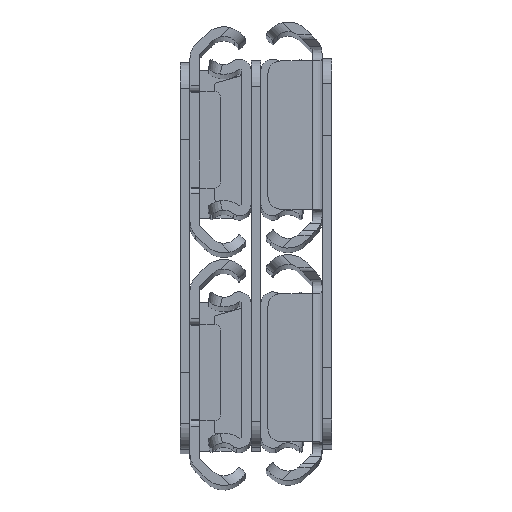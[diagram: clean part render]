
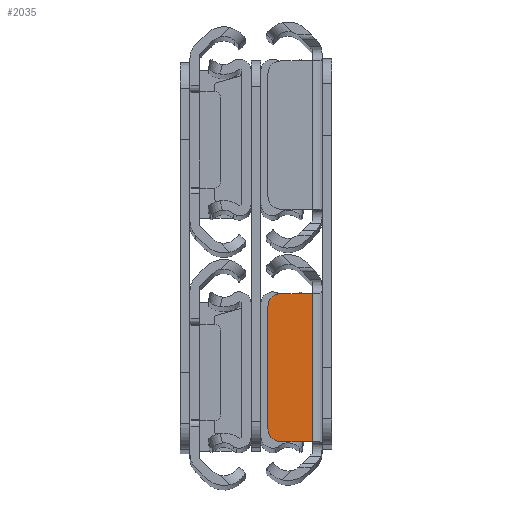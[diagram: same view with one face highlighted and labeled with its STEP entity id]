
A CAD part, top view. The second image highlights one B-rep face of the part: STEP entity #2035.
In plain terms, the highlighted face is planar.
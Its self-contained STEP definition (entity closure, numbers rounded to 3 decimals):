
#189 = FACE_OUTER_BOUND ( 'NONE', #448, .T. ) ;
#289 = CIRCLE ( 'NONE', #5182, 2. ) ;
#355 = VERTEX_POINT ( 'NONE', #4882 ) ;
#448 = EDGE_LOOP ( 'NONE', ( #2345, #5392, #6254, #2034, #3247, #7788 ) ) ;
#637 = CARTESIAN_POINT ( 'NONE',  ( 6.9, 9.5, -406.4 ) ) ;
#700 = VERTEX_POINT ( 'NONE', #7376 ) ;
#705 = EDGE_CURVE ( 'NONE', #715, #5421, #6156, .T. ) ;
#715 = VERTEX_POINT ( 'NONE', #1113 ) ;
#804 = VECTOR ( 'NONE', #4399, 1000. ) ;
#1024 = DIRECTION ( 'NONE',  ( 1., 0., 0. ) ) ;
#1113 = CARTESIAN_POINT ( 'NONE',  ( 0., 11.5, -406.4 ) ) ;
#1154 = DIRECTION ( 'NONE',  ( 1., 0., 0. ) ) ;
#1385 = VECTOR ( 'NONE', #2973, 1000. ) ;
#1794 = CARTESIAN_POINT ( 'NONE',  ( 1.5, 11.5, -406.4 ) ) ;
#1816 = CARTESIAN_POINT ( 'NONE',  ( 6.9, -11.5, -406.4 ) ) ;
#2034 = ORIENTED_EDGE ( 'NONE', *, *, #5301, .T. ) ;
#2035 = ADVANCED_FACE ( 'NONE', ( #189 ), #2652, .F. ) ;
#2141 = CARTESIAN_POINT ( 'NONE',  ( 4.9, 9.5, -406.4 ) ) ;
#2345 = ORIENTED_EDGE ( 'NONE', *, *, #6963, .T. ) ;
#2588 = DIRECTION ( 'NONE',  ( 1., 0., 0. ) ) ;
#2603 = VERTEX_POINT ( 'NONE', #3437 ) ;
#2652 = PLANE ( 'NONE',  #4491 ) ;
#2708 = DIRECTION ( 'NONE',  ( 1., 0., 0. ) ) ;
#2817 = EDGE_CURVE ( 'NONE', #2603, #700, #289, .T. ) ;
#2918 = EDGE_CURVE ( 'NONE', #355, #715, #3915, .T. ) ;
#2973 = DIRECTION ( 'NONE',  ( -1., 0., 0. ) ) ;
#3247 = ORIENTED_EDGE ( 'NONE', *, *, #6172, .F. ) ;
#3437 = CARTESIAN_POINT ( 'NONE',  ( 6.9, -9.5, -406.4 ) ) ;
#3803 = DIRECTION ( 'NONE',  ( 0., 1., 0. ) ) ;
#3883 = DIRECTION ( 'NONE',  ( 0., 0., -1. ) ) ;
#3915 = LINE ( 'NONE', #6986, #804 ) ;
#4171 = DIRECTION ( 'NONE',  ( 0., 0., 1. ) ) ;
#4186 = VERTEX_POINT ( 'NONE', #637 ) ;
#4216 = VECTOR ( 'NONE', #3803, 1000. ) ;
#4399 = DIRECTION ( 'NONE',  ( 0., 1., 0. ) ) ;
#4491 = AXIS2_PLACEMENT_3D ( 'NONE', #5105, #4171, #1024 ) ;
#4857 = AXIS2_PLACEMENT_3D ( 'NONE', #2141, #3883, #2708 ) ;
#4882 = CARTESIAN_POINT ( 'NONE',  ( 0., -11.5, -406.4 ) ) ;
#5105 = CARTESIAN_POINT ( 'NONE',  ( 1.5, 12.665, -406.4 ) ) ;
#5182 = AXIS2_PLACEMENT_3D ( 'NONE', #7477, #7560, #2588 ) ;
#5301 = EDGE_CURVE ( 'NONE', #5421, #4186, #6396, .T. ) ;
#5392 = ORIENTED_EDGE ( 'NONE', *, *, #2918, .T. ) ;
#5421 = VERTEX_POINT ( 'NONE', #7491 ) ;
#6156 = LINE ( 'NONE', #1794, #6441 ) ;
#6172 = EDGE_CURVE ( 'NONE', #2603, #4186, #7321, .T. ) ;
#6254 = ORIENTED_EDGE ( 'NONE', *, *, #705, .T. ) ;
#6396 = CIRCLE ( 'NONE', #4857, 2. ) ;
#6441 = VECTOR ( 'NONE', #1154, 1000. ) ;
#6963 = EDGE_CURVE ( 'NONE', #700, #355, #7950, .T. ) ;
#6986 = CARTESIAN_POINT ( 'NONE',  ( 0., 11.5, -406.4 ) ) ;
#7321 = LINE ( 'NONE', #1816, #4216 ) ;
#7376 = CARTESIAN_POINT ( 'NONE',  ( 4.9, -11.5, -406.4 ) ) ;
#7477 = CARTESIAN_POINT ( 'NONE',  ( 4.9, -9.5, -406.4 ) ) ;
#7491 = CARTESIAN_POINT ( 'NONE',  ( 4.9, 11.5, -406.4 ) ) ;
#7534 = CARTESIAN_POINT ( 'NONE',  ( 1.5, -11.5, -406.4 ) ) ;
#7560 = DIRECTION ( 'NONE',  ( 0., 0., -1. ) ) ;
#7788 = ORIENTED_EDGE ( 'NONE', *, *, #2817, .T. ) ;
#7950 = LINE ( 'NONE', #7534, #1385 ) ;
